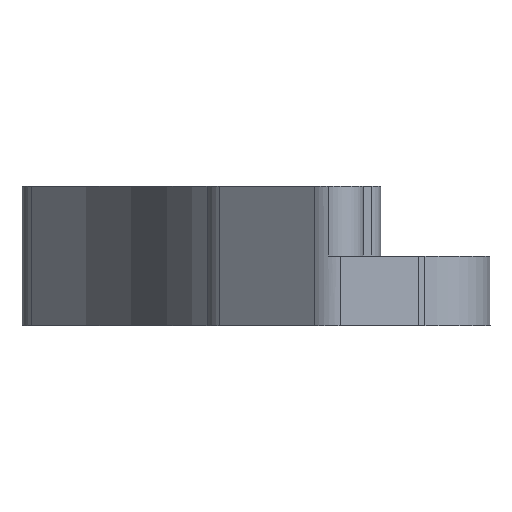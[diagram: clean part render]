
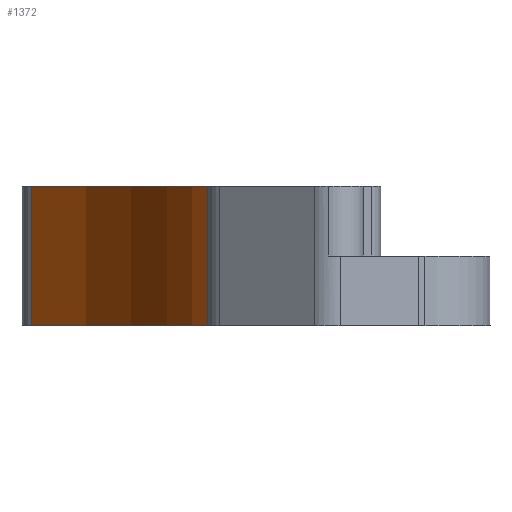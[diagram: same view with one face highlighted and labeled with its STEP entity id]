
A CAD part, left-side view. The second image highlights one B-rep face of the part: STEP entity #1372.
In plain terms, the highlighted cylindrical face has radius 37 mm (diameter 74 mm), a partial arc.
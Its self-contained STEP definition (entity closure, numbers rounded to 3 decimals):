
#45=CIRCLE('',#1412,37.);
#78=CIRCLE('',#1462,37.);
#99=CYLINDRICAL_SURFACE('',#1471,37.);
#171=FACE_OUTER_BOUND('',#252,.T.);
#252=EDGE_LOOP('',(#1229,#1230,#1231,#1232));
#345=LINE('',#2461,#436);
#347=LINE('',#2464,#438);
#436=VECTOR('',#1716,10.);
#438=VECTOR('',#1720,10.);
#604=VERTEX_POINT('',#2328);
#605=VERTEX_POINT('',#2330);
#645=VERTEX_POINT('',#2443);
#646=VERTEX_POINT('',#2445);
#785=EDGE_CURVE('',#604,#605,#45,.T.);
#842=EDGE_CURVE('',#645,#646,#78,.T.);
#851=EDGE_CURVE('',#605,#645,#345,.T.);
#853=EDGE_CURVE('',#646,#604,#347,.T.);
#1229=ORIENTED_EDGE('',*,*,#851,.F.);
#1230=ORIENTED_EDGE('',*,*,#785,.F.);
#1231=ORIENTED_EDGE('',*,*,#853,.F.);
#1232=ORIENTED_EDGE('',*,*,#842,.F.);
#1372=ADVANCED_FACE('',(#171),#99,.F.);
#1412=AXIS2_PLACEMENT_3D('',#2331,#1573,#1574);
#1462=AXIS2_PLACEMENT_3D('',#2446,#1697,#1698);
#1471=AXIS2_PLACEMENT_3D('',#2463,#1718,#1719);
#1573=DIRECTION('center_axis',(0.,0.,-1.));
#1574=DIRECTION('ref_axis',(1.,0.,0.));
#1697=DIRECTION('center_axis',(0.,0.,1.));
#1698=DIRECTION('ref_axis',(1.,0.,0.));
#1716=DIRECTION('',(0.,0.,-1.));
#1718=DIRECTION('center_axis',(0.,0.,1.));
#1719=DIRECTION('ref_axis',(1.,0.,0.));
#1720=DIRECTION('',(0.,0.,1.));
#2328=CARTESIAN_POINT('',(25.558,-26.754,43.));
#2330=CARTESIAN_POINT('',(4.066,-36.776,43.));
#2331=CARTESIAN_POINT('Origin',(0.,0.,43.));
#2443=CARTESIAN_POINT('',(4.066,-36.776,35.));
#2445=CARTESIAN_POINT('',(25.558,-26.754,35.));
#2446=CARTESIAN_POINT('Origin',(0.,0.,35.));
#2461=CARTESIAN_POINT('',(4.066,-36.776,35.));
#2463=CARTESIAN_POINT('Origin',(0.,0.,35.));
#2464=CARTESIAN_POINT('',(25.558,-26.754,35.));
